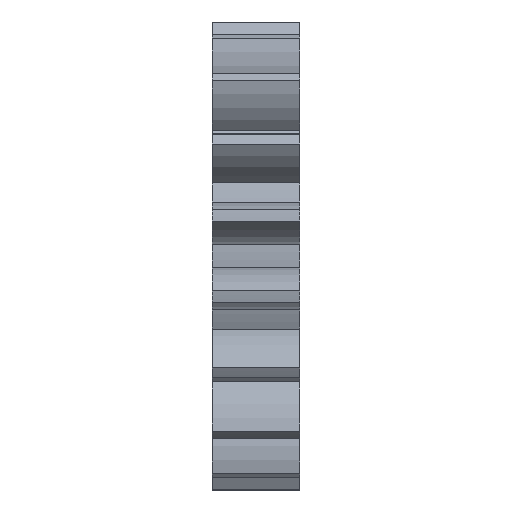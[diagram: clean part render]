
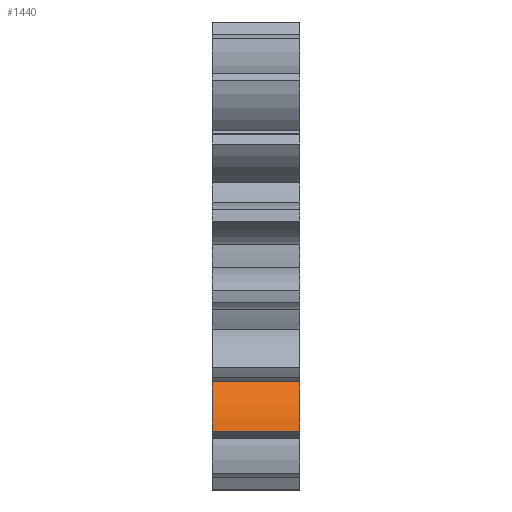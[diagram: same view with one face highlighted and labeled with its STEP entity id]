
A CAD part, front view. The second image highlights one B-rep face of the part: STEP entity #1440.
In plain terms, the highlighted cylindrical face has radius 2.88 mm (diameter 5.76 mm), a partial arc.
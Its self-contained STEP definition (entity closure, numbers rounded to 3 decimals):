
#56 = FACE_OUTER_BOUND ( 'NONE', #1562, .T. ) ;
#69 = ORIENTED_EDGE ( 'NONE', *, *, #305, .T. ) ;
#132 = ORIENTED_EDGE ( 'NONE', *, *, #749, .T. ) ;
#292 = DIRECTION ( 'NONE',  ( 1., 0., 0. ) ) ;
#305 = EDGE_CURVE ( 'NONE', #793, #525, #1473, .T. ) ;
#311 = EDGE_CURVE ( 'NONE', #316, #793, #2147, .T. ) ;
#316 = VERTEX_POINT ( 'NONE', #1246 ) ;
#324 = VECTOR ( 'NONE', #292, 1000. ) ;
#448 = CARTESIAN_POINT ( 'NONE',  ( 3., -2.429, -6.315 ) ) ;
#481 = DIRECTION ( 'NONE',  ( 1., 0., 0. ) ) ;
#525 = VERTEX_POINT ( 'NONE', #2355 ) ;
#555 = VECTOR ( 'NONE', #2893, 1000. ) ;
#606 = LINE ( 'NONE', #990, #324 ) ;
#659 = ORIENTED_EDGE ( 'NONE', *, *, #2332, .T. ) ;
#749 = EDGE_CURVE ( 'NONE', #525, #2950, #2073, .T. ) ;
#793 = VERTEX_POINT ( 'NONE', #2859 ) ;
#981 = DIRECTION ( 'NONE',  ( -1., 0., 0. ) ) ;
#990 = CARTESIAN_POINT ( 'NONE',  ( 1.5, -5.292, -5.999 ) ) ;
#1102 = AXIS2_PLACEMENT_3D ( 'NONE', #448, #981, #1260 ) ;
#1164 = CARTESIAN_POINT ( 'NONE',  ( 3., -4.476, -4.288 ) ) ;
#1246 = CARTESIAN_POINT ( 'NONE',  ( 3., -5.292, -5.999 ) ) ;
#1260 = DIRECTION ( 'NONE',  ( 0., -0.643, 0.766 ) ) ;
#1331 = DIRECTION ( 'NONE',  ( 0., 0., 1. ) ) ;
#1440 = ADVANCED_FACE ( 'NONE', ( #56 ), #1969, .T. ) ;
#1473 = LINE ( 'NONE', #1164, #555 ) ;
#1562 = EDGE_LOOP ( 'NONE', ( #659, #1569, #69, #132 ) ) ;
#1569 = ORIENTED_EDGE ( 'NONE', *, *, #311, .T. ) ;
#1593 = AXIS2_PLACEMENT_3D ( 'NONE', #2266, #2032, #1331 ) ;
#1625 = CARTESIAN_POINT ( 'NONE',  ( 0., -5.292, -5.999 ) ) ;
#1969 = CYLINDRICAL_SURFACE ( 'NONE', #1593, 2.88 ) ;
#2032 = DIRECTION ( 'NONE',  ( -1., 0., 0. ) ) ;
#2073 = CIRCLE ( 'NONE', #2871, 2.88 ) ;
#2147 = CIRCLE ( 'NONE', #1102, 2.88 ) ;
#2266 = CARTESIAN_POINT ( 'NONE',  ( 3., -2.429, -6.315 ) ) ;
#2332 = EDGE_CURVE ( 'NONE', #2950, #316, #606, .T. ) ;
#2355 = CARTESIAN_POINT ( 'NONE',  ( 0., -4.476, -4.288 ) ) ;
#2651 = CARTESIAN_POINT ( 'NONE',  ( 0., -2.429, -6.315 ) ) ;
#2859 = CARTESIAN_POINT ( 'NONE',  ( 3., -4.476, -4.288 ) ) ;
#2871 = AXIS2_PLACEMENT_3D ( 'NONE', #2651, #481, #2873 ) ;
#2873 = DIRECTION ( 'NONE',  ( 0., 0., -1. ) ) ;
#2893 = DIRECTION ( 'NONE',  ( -1., 0., 0. ) ) ;
#2950 = VERTEX_POINT ( 'NONE', #1625 ) ;
